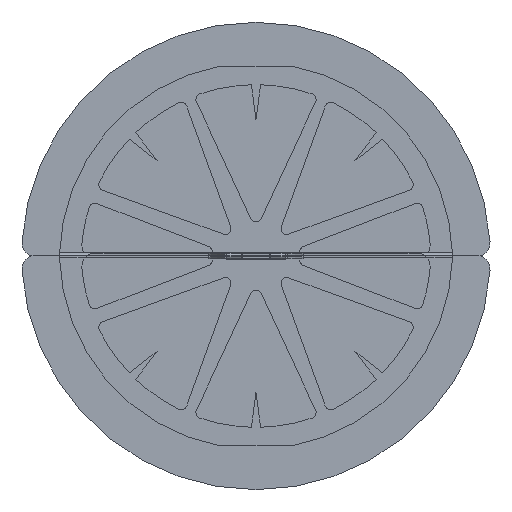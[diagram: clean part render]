
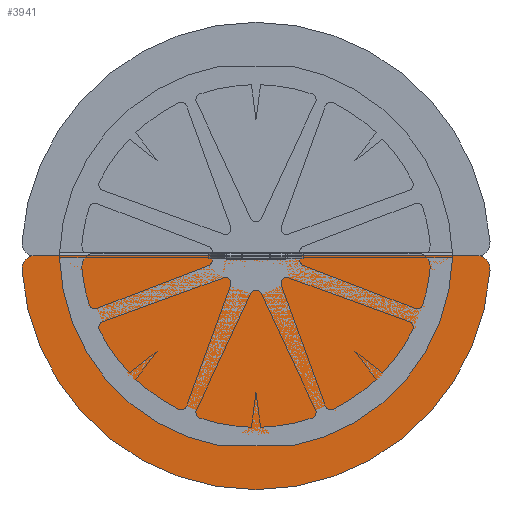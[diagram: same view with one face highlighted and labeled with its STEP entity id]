
A CAD part, left-side view. The second image highlights one B-rep face of the part: STEP entity #3941.
In plain terms, the highlighted face is planar.
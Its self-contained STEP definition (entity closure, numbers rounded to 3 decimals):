
#238=CIRCLE('',#4321,5.);
#239=CIRCLE('',#4323,80.5);
#241=CIRCLE('',#4326,5.);
#610=FACE_OUTER_BOUND('',#836,.T.);
#836=EDGE_LOOP('',(#3616,#3617,#3618,#3619));
#1187=LINE('',#7055,#1537);
#1537=VECTOR('',#5441,150.669);
#1898=VERTEX_POINT('',#7042);
#1899=VERTEX_POINT('',#7044);
#1900=VERTEX_POINT('',#7048);
#1902=VERTEX_POINT('',#7054);
#2470=EDGE_CURVE('',#1898,#1899,#238,.T.);
#2472=EDGE_CURVE('',#1900,#1899,#239,.T.);
#2475=EDGE_CURVE('',#1898,#1902,#1187,.T.);
#2476=EDGE_CURVE('',#1900,#1902,#241,.T.);
#3616=ORIENTED_EDGE('',*,*,#2470,.F.);
#3617=ORIENTED_EDGE('',*,*,#2475,.T.);
#3618=ORIENTED_EDGE('',*,*,#2476,.F.);
#3619=ORIENTED_EDGE('',*,*,#2472,.T.);
#3734=PLANE('',#4325);
#3941=ADVANCED_FACE('',(#610),#3734,.F.);
#4321=AXIS2_PLACEMENT_3D('',#7045,#5429,#5430);
#4323=AXIS2_PLACEMENT_3D('',#7049,#5434,#5435);
#4325=AXIS2_PLACEMENT_3D('',#7053,#5439,#5440);
#4326=AXIS2_PLACEMENT_3D('',#7056,#5442,#5443);
#5429=DIRECTION('center_axis',(0.,0.,1.));
#5430=DIRECTION('ref_axis',(0.73,-0.683,0.));
#5434=DIRECTION('center_axis',(0.,0.,-1.));
#5435=DIRECTION('ref_axis',(-1.,0.,0.));
#5439=DIRECTION('center_axis',(0.,0.,1.));
#5440=DIRECTION('ref_axis',(1.,0.,0.));
#5441=DIRECTION('',(-1.,0.,0.));
#5442=DIRECTION('center_axis',(0.,0.,1.));
#5443=DIRECTION('ref_axis',(-0.73,-0.683,0.));
#7042=CARTESIAN_POINT('',(75.334,0.,0.));
#7044=CARTESIAN_POINT('',(80.323,5.331,0.));
#7045=CARTESIAN_POINT('Origin',(75.334,5.,0.));
#7048=CARTESIAN_POINT('',(-80.323,5.331,0.));
#7049=CARTESIAN_POINT('Origin',(0.,0.,0.));
#7053=CARTESIAN_POINT('Origin',(0.,28.232,
0.));
#7054=CARTESIAN_POINT('',(-75.334,0.,0.));
#7055=CARTESIAN_POINT('',(80.5,0.,0.));
#7056=CARTESIAN_POINT('Origin',(-75.334,5.,0.));
